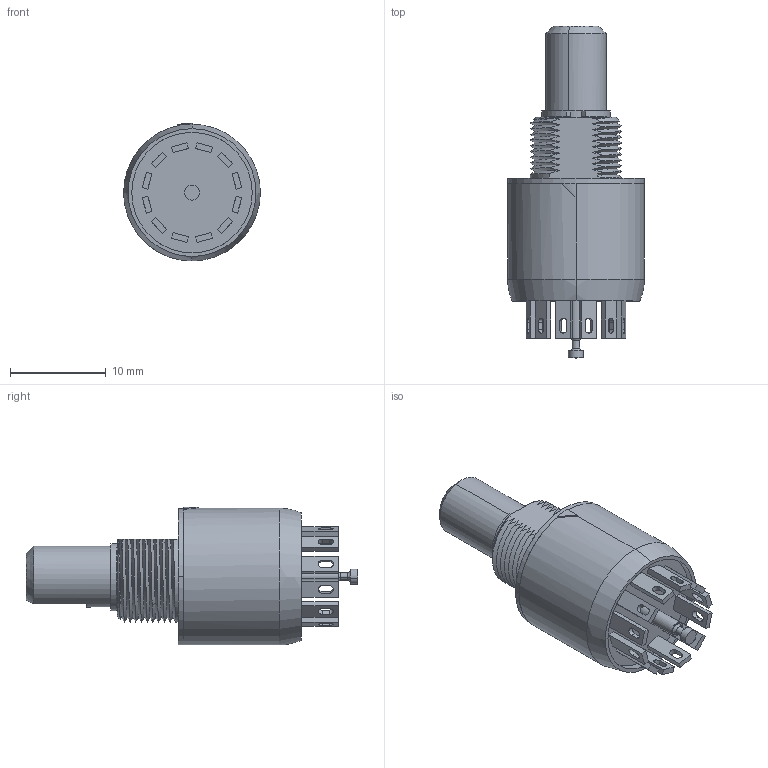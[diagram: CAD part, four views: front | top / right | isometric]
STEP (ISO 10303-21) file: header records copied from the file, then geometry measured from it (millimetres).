
FILE_DESCRIPTION((''),'2;1');
FILE_NAME('51KS30-01-1-XXX','2016-04-19T',('jjanota'),(''),'PRO/ENGINEER BY PARAMETRIC TECHNOLOGY CORPORATION, 2011490','PRO/ENGINEER BY PARAMETRIC TECHNOLOGY CORPORATION, 2011490','');
FILE_SCHEMA(('CONFIG_CONTROL_DESIGN'));
Length unit declared in the file: inch
Products named in the file (1): 51KS30-01-1-XXX
Bounding box: 14.27 x 34.65 x 14.4 mm (x, y, z)
Surface area: 1890.4 mm2 (no closed solid volume)
Topology: 0 solids, 5 shells, 184 faces, 513 edges, 350 vertices
Faces by surface type: plane 104, cylinder 40, bspline 30, cone 6, torus 4
Entity records: 10313 total; most frequent: CARTESIAN_POINT 3960, ORIENTED_EDGE 997, DIRECTION 860, EDGE_CURVE 513, VERTEX_POINT 350, AXIS2_PLACEMENT_3D 287, VECTOR 286, LINE 286
